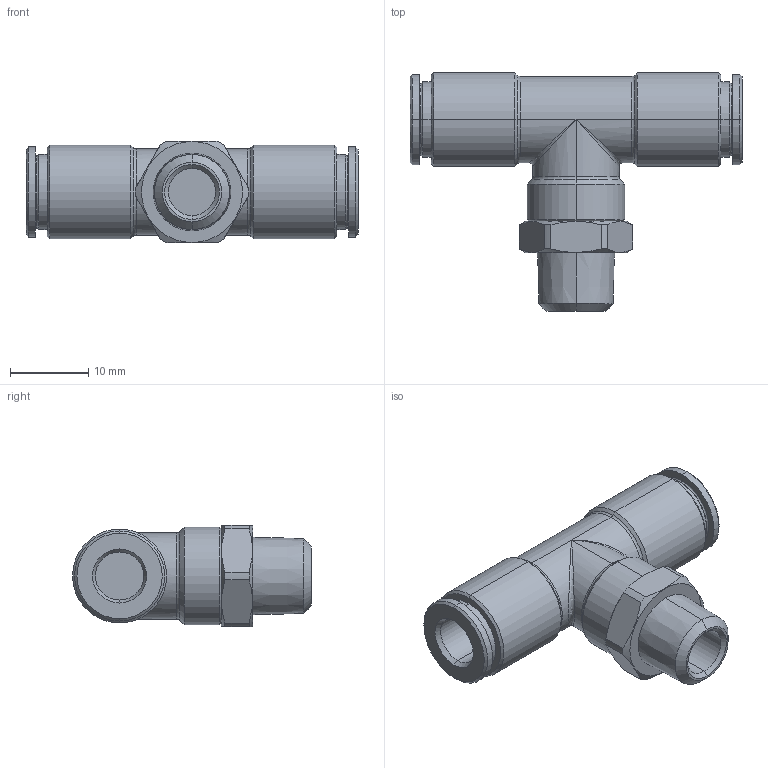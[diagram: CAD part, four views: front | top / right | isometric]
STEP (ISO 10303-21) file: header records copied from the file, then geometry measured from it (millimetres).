
FILE_DESCRIPTION (( 'STEP AP203' ), '1' );
FILE_NAME ('X0100031.STEP', '2010-10-20T06:37:15', ( '' ), ( 'sopra-pneumatic' ), 'SwSTEP 2.0', 'SolidWorks 2009', '' );
FILE_SCHEMA (( 'CONFIG_CONTROL_DESIGN' ));
Length unit declared in the file: millimetre
Products named in the file (1): X0100031
Bounding box: 42.41 x 30.5 x 13 mm (x, y, z)
Volume: 4966.7 mm3; surface area: 3607.6 mm2
Topology: 1 solids, 3 shells, 102 faces, 213 edges, 122 vertices
Faces by surface type: cylinder 36, cone 30, plane 20, torus 14, bspline 2
Entity records: 3428 total; most frequent: CARTESIAN_POINT 1173, DIRECTION 503, ORIENTED_EDGE 418, AXIS2_PLACEMENT_3D 216, EDGE_CURVE 209, VERTEX_POINT 122, CIRCLE 115, EDGE_LOOP 111
